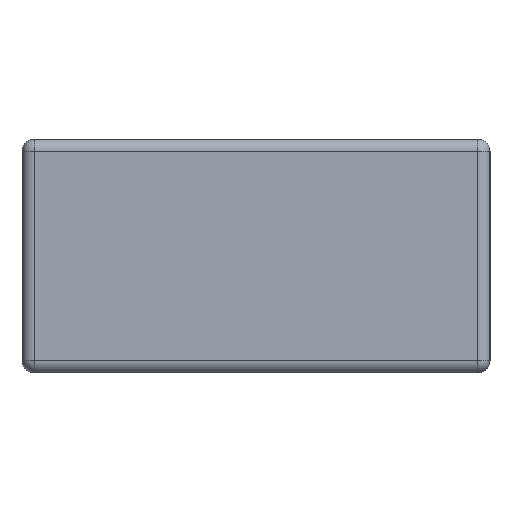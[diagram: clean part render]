
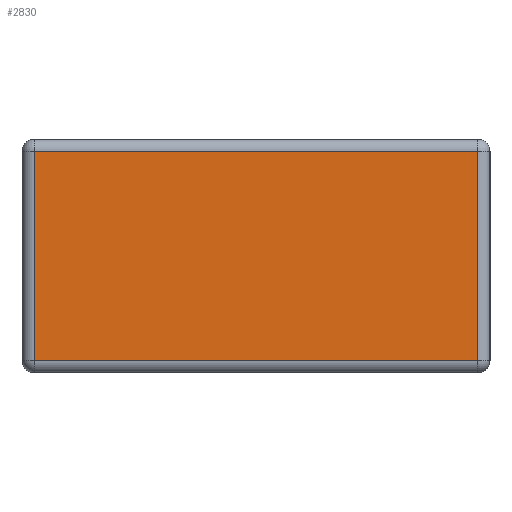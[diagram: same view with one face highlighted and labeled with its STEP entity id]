
A CAD part, left-side view. The second image highlights one B-rep face of the part: STEP entity #2830.
In plain terms, the highlighted planar face has unit normal (-1, 0, 0).
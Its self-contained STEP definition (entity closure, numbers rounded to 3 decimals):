
#45=PLANE('',#3058);
#338=FACE_OUTER_BOUND('',#488,.T.);
#488=EDGE_LOOP('',(#2251,#2252,#2253,#2254));
#678=LINE('',#4220,#1010);
#679=LINE('',#4229,#1011);
#689=LINE('',#4263,#1021);
#694=LINE('',#4270,#1026);
#1010=VECTOR('',#3442,10.);
#1011=VECTOR('',#3453,10.);
#1021=VECTOR('',#3491,10.);
#1026=VECTOR('',#3500,10.);
#1405=VERTEX_POINT('',#4178);
#1419=VERTEX_POINT('',#4215);
#1420=VERTEX_POINT('',#4222);
#1430=VERTEX_POINT('',#4256);
#1707=EDGE_CURVE('',#1405,#1419,#678,.T.);
#1711=EDGE_CURVE('',#1420,#1405,#679,.T.);
#1729=EDGE_CURVE('',#1430,#1420,#689,.T.);
#1734=EDGE_CURVE('',#1419,#1430,#694,.T.);
#2251=ORIENTED_EDGE('',*,*,#1707,.F.);
#2252=ORIENTED_EDGE('',*,*,#1711,.F.);
#2253=ORIENTED_EDGE('',*,*,#1729,.F.);
#2254=ORIENTED_EDGE('',*,*,#1734,.F.);
#2830=ADVANCED_FACE('',(#338),#45,.T.);
#3058=AXIS2_PLACEMENT_3D('',#4289,#3523,#3524);
#3442=DIRECTION('',(0.,0.,1.));
#3453=DIRECTION('',(0.,1.,0.));
#3491=DIRECTION('',(0.,0.,-1.));
#3500=DIRECTION('',(0.,-1.,0.));
#3523=DIRECTION('center_axis',(-1.,0.,0.));
#3524=DIRECTION('ref_axis',(0.,-1.,0.));
#4178=CARTESIAN_POINT('',(-0.85,0.426,0.024));
#4215=CARTESIAN_POINT('',(-0.85,0.426,0.426));
#4220=CARTESIAN_POINT('',(-0.85,0.426,0.));
#4222=CARTESIAN_POINT('',(-0.85,-0.426,0.024));
#4229=CARTESIAN_POINT('',(-0.85,0.225,0.024));
#4256=CARTESIAN_POINT('',(-0.85,-0.426,0.426));
#4263=CARTESIAN_POINT('',(-0.85,-0.426,0.));
#4270=CARTESIAN_POINT('',(-0.85,0.225,0.426));
#4289=CARTESIAN_POINT('Origin',(-0.85,0.45,0.));
